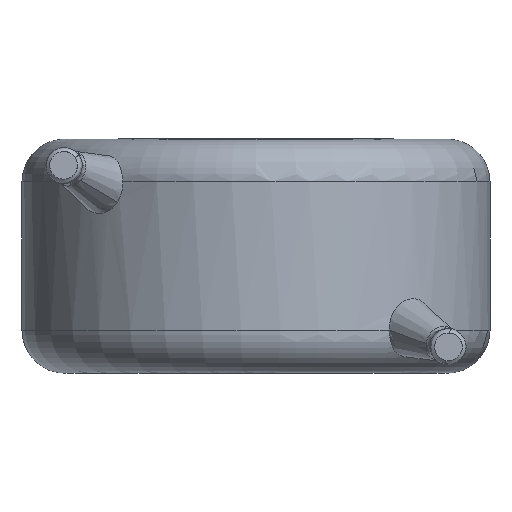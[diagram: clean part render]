
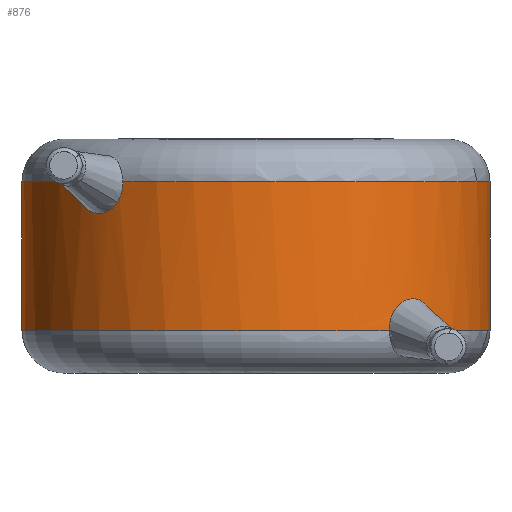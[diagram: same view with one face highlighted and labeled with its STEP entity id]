
A CAD part, front view. The second image highlights one B-rep face of the part: STEP entity #876.
In plain terms, the highlighted cylindrical face has radius 5.5 mm (diameter 11 mm), a partial arc.
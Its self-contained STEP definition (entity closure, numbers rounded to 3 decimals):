
#35 = CARTESIAN_POINT ( 'NONE',  ( 5.5, 0., 5.5 ) ) ;
#38 = EDGE_CURVE ( 'NONE', #3254, #3184, #41, .T. ) ;
#41 = LINE ( 'NONE', #1449, #3429 ) ;
#79 = DIRECTION ( 'NONE',  ( 0., 0., -1. ) ) ;
#127 = CARTESIAN_POINT ( 'NONE',  ( 4.153, -3.606, 1.069 ) ) ;
#142 = CARTESIAN_POINT ( 'NONE',  ( 3.132, -4.521, 1.01 ) ) ;
#151 = CARTESIAN_POINT ( 'NONE',  ( -3.766, -4.011, 3.742 ) ) ;
#179 = CARTESIAN_POINT ( 'NONE',  ( 4.102, -3.664, 1.425 ) ) ;
#201 = CARTESIAN_POINT ( 'NONE',  ( 3.929, -3.852, 1.695 ) ) ;
#250 = B_SPLINE_CURVE_WITH_KNOTS ( 'NONE', 3,
 ( #678, #3982, #2979, #1391 ),
 .UNSPECIFIED., .F., .F.,
 ( 4, 4 ),
 ( 0.002, 0.002 ),
 .UNSPECIFIED. ) ;
#311 = VERTEX_POINT ( 'NONE', #142 ) ;
#460 = DIRECTION ( 'NONE',  ( 1., 0., 0. ) ) ;
#490 = CARTESIAN_POINT ( 'NONE',  ( -4.146, -3.615, 4.201 ) ) ;
#503 = CARTESIAN_POINT ( 'NONE',  ( -4.149, -3.611, 4.5 ) ) ;
#511 = AXIS2_PLACEMENT_3D ( 'NONE', #1443, #2446, #1140 ) ;
#601 = VERTEX_POINT ( 'NONE', #1638 ) ;
#666 = DIRECTION ( 'NONE',  ( 0., 0., -1. ) ) ;
#678 = CARTESIAN_POINT ( 'NONE',  ( -3.258, -4.431, 4.017 ) ) ;
#689 = CARTESIAN_POINT ( 'NONE',  ( -5.5, 0., 4.5 ) ) ;
#788 = CYLINDRICAL_SURFACE ( 'NONE', #2452, 5.5 ) ;
#795 = DIRECTION ( 'NONE',  ( 0., 0., 1. ) ) ;
#801 = CARTESIAN_POINT ( 'NONE',  ( -4.045, -3.727, 3.944 ) ) ;
#818 = EDGE_CURVE ( 'NONE', #1824, #1716, #250, .T. ) ;
#848 = CARTESIAN_POINT ( 'NONE',  ( 3.192, -4.479, 1.369 ) ) ;
#876 = ADVANCED_FACE ( 'NONE', ( #3100 ), #788, .T. ) ;
#1000 = CARTESIAN_POINT ( 'NONE',  ( -5.5, 0., 1. ) ) ;
#1080 = DIRECTION ( 'NONE',  ( 0., 0., -1. ) ) ;
#1105 = CIRCLE ( 'NONE', #2986, 5.5 ) ;
#1119 = DIRECTION ( 'NONE',  ( 0., 0., -1. ) ) ;
#1131 = CARTESIAN_POINT ( 'NONE',  ( 3.133, -4.521, 1. ) ) ;
#1140 = DIRECTION ( 'NONE',  ( 1., 0., 0. ) ) ;
#1280 = CARTESIAN_POINT ( 'NONE',  ( 3.132, -4.521, 1.007 ) ) ;
#1323 = CARTESIAN_POINT ( 'NONE',  ( 4.149, -3.611, 1. ) ) ;
#1327 = VERTEX_POINT ( 'NONE', #3342 ) ;
#1391 = CARTESIAN_POINT ( 'NONE',  ( -3.133, -4.521, 4.5 ) ) ;
#1443 = CARTESIAN_POINT ( 'NONE',  ( 0., 0., 4.5 ) ) ;
#1449 = CARTESIAN_POINT ( 'NONE',  ( -5.5, 0., 5.5 ) ) ;
#1502 = ORIENTED_EDGE ( 'NONE', *, *, #2939, .F. ) ;
#1506 = EDGE_CURVE ( 'NONE', #3184, #1653, #1660, .T. ) ;
#1536 = ORIENTED_EDGE ( 'NONE', *, *, #2275, .F. ) ;
#1638 = CARTESIAN_POINT ( 'NONE',  ( 5.5, 0., 1. ) ) ;
#1653 = VERTEX_POINT ( 'NONE', #1131 ) ;
#1660 = CIRCLE ( 'NONE', #3307, 5.5 ) ;
#1664 = ORIENTED_EDGE ( 'NONE', *, *, #1506, .T. ) ;
#1716 = VERTEX_POINT ( 'NONE', #3482 ) ;
#1783 = CARTESIAN_POINT ( 'NONE',  ( 0., 0., 1. ) ) ;
#1788 = CARTESIAN_POINT ( 'NONE',  ( -4.163, -3.594, 4.353 ) ) ;
#1803 = CARTESIAN_POINT ( 'NONE',  ( 4.067, -3.704, 1.503 ) ) ;
#1824 = VERTEX_POINT ( 'NONE', #1858 ) ;
#1826 = CARTESIAN_POINT ( 'NONE',  ( 3.232, -4.451, 1.449 ) ) ;
#1841 = CARTESIAN_POINT ( 'NONE',  ( 3.522, -4.229, 1.738 ) ) ;
#1858 = CARTESIAN_POINT ( 'NONE',  ( -3.258, -4.431, 4.017 ) ) ;
#1897 = VERTEX_POINT ( 'NONE', #1323 ) ;
#1932 = EDGE_CURVE ( 'NONE', #2817, #1716, #4074, .T. ) ;
#1946 = ORIENTED_EDGE ( 'NONE', *, *, #2606, .T. ) ;
#2012 = ORIENTED_EDGE ( 'NONE', *, *, #2636, .T. ) ;
#2040 = VERTEX_POINT ( 'NONE', #3523 ) ;
#2151 = CARTESIAN_POINT ( 'NONE',  ( -3.258, -4.431, 4.017 ) ) ;
#2154 = B_SPLINE_CURVE_WITH_KNOTS ( 'NONE', 3,
 ( #3927, #2576, #1280, #4265 ),
 .UNSPECIFIED., .F., .F.,
 ( 4, 4 ),
 ( 0., 0. ),
 .UNSPECIFIED. ) ;
#2161 = CARTESIAN_POINT ( 'NONE',  ( 3.796, -3.985, 1.759 ) ) ;
#2174 = AXIS2_PLACEMENT_3D ( 'NONE', #3421, #1080, #460 ) ;
#2248 = ORIENTED_EDGE ( 'NONE', *, *, #1932, .T. ) ;
#2275 = EDGE_CURVE ( 'NONE', #2817, #601, #3915, .T. ) ;
#2333 = DIRECTION ( 'NONE',  ( 1., 0., 0. ) ) ;
#2336 = ORIENTED_EDGE ( 'NONE', *, *, #38, .T. ) ;
#2344 = CARTESIAN_POINT ( 'NONE',  ( 0., 0., 1. ) ) ;
#2415 = CARTESIAN_POINT ( 'NONE',  ( 3.141, -4.515, 1.195 ) ) ;
#2433 = CARTESIAN_POINT ( 'NONE',  ( -3.434, -4.299, 3.817 ) ) ;
#2446 = DIRECTION ( 'NONE',  ( 0., 0., -1. ) ) ;
#2447 = CARTESIAN_POINT ( 'NONE',  ( -3.653, -4.114, 3.737 ) ) ;
#2450 = CARTESIAN_POINT ( 'NONE',  ( 4.156, -3.602, 1.161 ) ) ;
#2452 = AXIS2_PLACEMENT_3D ( 'NONE', #2665, #79, #3771 ) ;
#2467 = CARTESIAN_POINT ( 'NONE',  ( 4.153, -3.606, 1.069 ) ) ;
#2502 = CARTESIAN_POINT ( 'NONE',  ( 3.381, -4.34, 1.653 ) ) ;
#2535 = B_SPLINE_CURVE_WITH_KNOTS ( 'NONE', 3,
 ( #127, #3067, #3409, #4098 ),
 .UNSPECIFIED., .F., .F.,
 ( 4, 4 ),
 ( 0.002, 0.002 ),
 .UNSPECIFIED. ) ;
#2576 = CARTESIAN_POINT ( 'NONE',  ( 3.132, -4.521, 1.003 ) ) ;
#2584 = ORIENTED_EDGE ( 'NONE', *, *, #3639, .T. ) ;
#2606 = EDGE_CURVE ( 'NONE', #2040, #1897, #2535, .T. ) ;
#2636 = EDGE_CURVE ( 'NONE', #1653, #311, #2154, .T. ) ;
#2665 = CARTESIAN_POINT ( 'NONE',  ( 0., 0., 5.5 ) ) ;
#2682 = CARTESIAN_POINT ( 'NONE',  ( 5.5, 0., 4.5 ) ) ;
#2766 = EDGE_LOOP ( 'NONE', ( #1536, #2248, #2866, #1502, #2584, #2336, #1664, #2012, #2808, #1946, #3542 ) ) ;
#2808 = ORIENTED_EDGE ( 'NONE', *, *, #3802, .T. ) ;
#2810 = CARTESIAN_POINT ( 'NONE',  ( 4.146, -3.614, 1.254 ) ) ;
#2817 = VERTEX_POINT ( 'NONE', #2682 ) ;
#2866 = ORIENTED_EDGE ( 'NONE', *, *, #818, .F. ) ;
#2939 = EDGE_CURVE ( 'NONE', #1327, #1824, #4073, .T. ) ;
#2979 = CARTESIAN_POINT ( 'NONE',  ( -3.124, -4.526, 4.326 ) ) ;
#2986 = AXIS2_PLACEMENT_3D ( 'NONE', #1783, #795, #4068 ) ;
#3067 = CARTESIAN_POINT ( 'NONE',  ( 4.153, -3.606, 1.046 ) ) ;
#3100 = FACE_OUTER_BOUND ( 'NONE', #2766, .T. ) ;
#3184 = VERTEX_POINT ( 'NONE', #1000 ) ;
#3254 = VERTEX_POINT ( 'NONE', #689 ) ;
#3307 = AXIS2_PLACEMENT_3D ( 'NONE', #2344, #3312, #2333 ) ;
#3312 = DIRECTION ( 'NONE',  ( 0., 0., 1. ) ) ;
#3342 = CARTESIAN_POINT ( 'NONE',  ( -4.149, -3.611, 4.5 ) ) ;
#3384 = EDGE_CURVE ( 'NONE', #1897, #601, #1105, .T. ) ;
#3409 = CARTESIAN_POINT ( 'NONE',  ( 4.151, -3.608, 1.023 ) ) ;
#3421 = CARTESIAN_POINT ( 'NONE',  ( 0., 0., 4.5 ) ) ;
#3425 = B_SPLINE_CURVE_WITH_KNOTS ( 'NONE', 3,
 ( #4070, #3717, #2415, #848, #1826, #2502, #1841, #2161, #201, #1803, #179, #2810, #2450, #2467 ),
 .UNSPECIFIED., .F., .F.,
 ( 4, 2, 2, 2, 2, 2, 4 ),
 ( 0., 0., 0.001, 0.001, 0.002, 0.002, 0.002 ),
 .UNSPECIFIED. ) ;
#3429 = VECTOR ( 'NONE', #1119, 1000. ) ;
#3482 = CARTESIAN_POINT ( 'NONE',  ( -3.133, -4.521, 4.5 ) ) ;
#3523 = CARTESIAN_POINT ( 'NONE',  ( 4.153, -3.606, 1.069 ) ) ;
#3542 = ORIENTED_EDGE ( 'NONE', *, *, #3384, .T. ) ;
#3639 = EDGE_CURVE ( 'NONE', #1327, #3254, #3730, .T. ) ;
#3717 = CARTESIAN_POINT ( 'NONE',  ( 3.129, -4.523, 1.103 ) ) ;
#3730 = CIRCLE ( 'NONE', #2174, 5.5 ) ;
#3771 = DIRECTION ( 'NONE',  ( -1., 0., 0. ) ) ;
#3802 = EDGE_CURVE ( 'NONE', #311, #2040, #3425, .T. ) ;
#3812 = CARTESIAN_POINT ( 'NONE',  ( -3.964, -3.815, 3.847 ) ) ;
#3813 = VECTOR ( 'NONE', #666, 1000. ) ;
#3915 = LINE ( 'NONE', #35, #3813 ) ;
#3927 = CARTESIAN_POINT ( 'NONE',  ( 3.133, -4.521, 1. ) ) ;
#3982 = CARTESIAN_POINT ( 'NONE',  ( -3.171, -4.495, 4.152 ) ) ;
#4068 = DIRECTION ( 'NONE',  ( 1., 0., 0. ) ) ;
#4070 = CARTESIAN_POINT ( 'NONE',  ( 3.132, -4.521, 1.01 ) ) ;
#4073 = B_SPLINE_CURVE_WITH_KNOTS ( 'NONE', 3,
 ( #503, #1788, #490, #801, #3812, #151, #2447, #2433, #4125, #2151 ),
 .UNSPECIFIED., .F., .F.,
 ( 4, 2, 2, 2, 4 ),
 ( 0., 0., 0.001, 0.001, 0.002 ),
 .UNSPECIFIED. ) ;
#4074 = CIRCLE ( 'NONE', #511, 5.5 ) ;
#4098 = CARTESIAN_POINT ( 'NONE',  ( 4.149, -3.611, 1. ) ) ;
#4125 = CARTESIAN_POINT ( 'NONE',  ( -3.333, -4.376, 3.902 ) ) ;
#4265 = CARTESIAN_POINT ( 'NONE',  ( 3.132, -4.521, 1.01 ) ) ;
